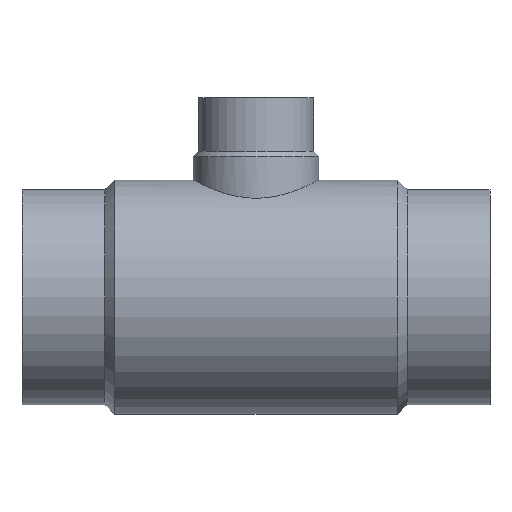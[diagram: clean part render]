
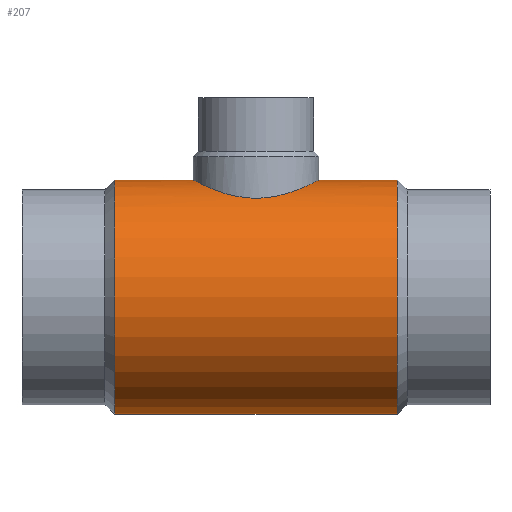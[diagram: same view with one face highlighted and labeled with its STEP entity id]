
A CAD part, top view. The second image highlights one B-rep face of the part: STEP entity #207.
In plain terms, the highlighted cylindrical face has radius 76.35 mm (diameter 152.7 mm), a partial arc.
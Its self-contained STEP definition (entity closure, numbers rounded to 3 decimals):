
#131 = VERTEX_POINT( '', #357 );
#141 = EDGE_CURVE( '', #311, #257, #369, .T. );
#151 = VERTEX_POINT( '', #380 );
#207 = ADVANCED_FACE( '', ( #444 ), #445, .T. );
#215 = EDGE_CURVE( '', #131, #303, #455, .T. );
#223 = EDGE_CURVE( '', #263, #151, #463, .T. );
#257 = VERTEX_POINT( '', #501 );
#263 = VERTEX_POINT( '', #507 );
#265 = EDGE_CURVE( '', #257, #303, #509, .T. );
#269 = EDGE_CURVE( '', #151, #311, #514, .T. );
#271 = EDGE_CURVE( '', #131, #263, #516, .T. );
#303 = VERTEX_POINT( '', #551 );
#311 = VERTEX_POINT( '', #560 );
#357 = CARTESIAN_POINT( '', ( -244.65, -76.35, 0. ) );
#369 = B_SPLINE_CURVE_WITH_KNOTS( '', 3, ( #653, #654, #655, #656, #657, #658, #659, #660, #661, #662, #663, #664, #665, #666, #667, #668, #669, #670, #671, #672, #673, #674, #675, #676, #677, #678, #679, #680, #681, #682, #683, #684, #685, #686, #687, #688, #689, #690, #691, #692, #693, #694, #695, #696, #697, #698, #699, #700, #701, #702, #703, #704, #705, #706, #707, #708, #709, #710, #711, #712, #713, #714, #715, #716, #717, #718 ), .UNSPECIFIED., .F., .F., ( 4, 2, 2, 2, 2, 2, 2, 2, 2, 2, 2, 2, 2, 2, 2, 2, 2, 2, 2, 2, 2, 2, 2, 2, 2, 2, 2, 2, 2, 2, 2, 2, 4 ), ( 63.107, 67.043, 70.98, 74.917, 78.854, 82.79, 86.727, 90.664, 94.601, 98.552, 102.504, 106.455, 110.407, 114.358, 118.31, 122.261, 126.213, 130.165, 134.116, 138.068, 142.019, 145.971, 149.922, 153.874, 157.826, 161.762, 165.699, 169.636, 173.573, 177.509, 181.446, 185.383, 189.32 ), .UNSPECIFIED. );
#380 = CARTESIAN_POINT( '', ( -60.35, 76.35, 0. ) );
#444 = FACE_OUTER_BOUND( '', #911, .T. );
#445 = CYLINDRICAL_SURFACE( '', #912, 76.35 );
#455 = CIRCLE( '', #926, 76.35 );
#463 = CIRCLE( '', #938, 76.35 );
#501 = CARTESIAN_POINT( '', ( -193.4, 76.35, 0. ) );
#507 = CARTESIAN_POINT( '', ( -60.35, -76.35, 0. ) );
#509 = LINE( '', #1028, #1029 );
#514 = LINE( '', #1035, #1036 );
#516 = LINE( '', #1039, #1040 );
#551 = CARTESIAN_POINT( '', ( -244.65, 76.35, 0. ) );
#560 = CARTESIAN_POINT( '', ( -111.6, 76.35, 0. ) );
#653 = CARTESIAN_POINT( '', ( -111.6, 76.35, 0. ) );
#654 = CARTESIAN_POINT( '', ( -111.6, 76.35, 1.312 ) );
#655 = CARTESIAN_POINT( '', ( -111.663, 76.316, 2.643 ) );
#656 = CARTESIAN_POINT( '', ( -111.925, 76.177, 5.314 ) );
#657 = CARTESIAN_POINT( '', ( -112.122, 76.071, 6.655 ) );
#658 = CARTESIAN_POINT( '', ( -112.653, 75.791, 9.321 ) );
#659 = CARTESIAN_POINT( '', ( -112.986, 75.616, 10.647 ) );
#660 = CARTESIAN_POINT( '', ( -113.785, 75.201, 13.259 ) );
#661 = CARTESIAN_POINT( '', ( -114.25, 74.963, 14.546 ) );
#662 = CARTESIAN_POINT( '', ( -115.302, 74.431, 17.058 ) );
#663 = CARTESIAN_POINT( '', ( -115.89, 74.138, 18.285 ) );
#664 = CARTESIAN_POINT( '', ( -117.177, 73.511, 20.662 ) );
#665 = CARTESIAN_POINT( '', ( -117.876, 73.177, 21.812 ) );
#666 = CARTESIAN_POINT( '', ( -119.368, 72.483, 24.018 ) );
#667 = CARTESIAN_POINT( '', ( -120.161, 72.123, 25.074 ) );
#668 = CARTESIAN_POINT( '', ( -121.821, 71.394, 27.08 ) );
#669 = CARTESIAN_POINT( '', ( -122.688, 71.025, 28.029 ) );
#670 = CARTESIAN_POINT( '', ( -124.474, 70.294, 29.815 ) );
#671 = CARTESIAN_POINT( '', ( -125.426, 69.919, 30.684 ) );
#672 = CARTESIAN_POINT( '', ( -127.435, 69.166, 32.346 ) );
#673 = CARTESIAN_POINT( '', ( -128.492, 68.788, 33.139 ) );
#674 = CARTESIAN_POINT( '', ( -130.697, 68.05, 34.63 ) );
#675 = CARTESIAN_POINT( '', ( -131.846, 67.689, 35.327 ) );
#676 = CARTESIAN_POINT( '', ( -134.219, 67.003, 36.612 ) );
#677 = CARTESIAN_POINT( '', ( -135.443, 66.678, 37.199 ) );
#678 = CARTESIAN_POINT( '', ( -137.951, 66.081, 38.249 ) );
#679 = CARTESIAN_POINT( '', ( -139.235, 65.809, 38.713 ) );
#680 = CARTESIAN_POINT( '', ( -141.843, 65.333, 39.511 ) );
#681 = CARTESIAN_POINT( '', ( -143.167, 65.13, 39.844 ) );
#682 = CARTESIAN_POINT( '', ( -145.833, 64.801, 40.376 ) );
#683 = CARTESIAN_POINT( '', ( -147.174, 64.677, 40.574 ) );
#684 = CARTESIAN_POINT( '', ( -149.849, 64.512, 40.836 ) );
#685 = CARTESIAN_POINT( '', ( -151.183, 64.471, 40.9 ) );
#686 = CARTESIAN_POINT( '', ( -153.817, 64.471, 40.9 ) );
#687 = CARTESIAN_POINT( '', ( -155.151, 64.512, 40.836 ) );
#688 = CARTESIAN_POINT( '', ( -157.826, 64.677, 40.574 ) );
#689 = CARTESIAN_POINT( '', ( -159.167, 64.801, 40.376 ) );
#690 = CARTESIAN_POINT( '', ( -161.833, 65.13, 39.844 ) );
#691 = CARTESIAN_POINT( '', ( -163.157, 65.333, 39.511 ) );
#692 = CARTESIAN_POINT( '', ( -165.765, 65.809, 38.713 ) );
#693 = CARTESIAN_POINT( '', ( -167.049, 66.081, 38.249 ) );
#694 = CARTESIAN_POINT( '', ( -169.557, 66.678, 37.199 ) );
#695 = CARTESIAN_POINT( '', ( -170.781, 67.003, 36.612 ) );
#696 = CARTESIAN_POINT( '', ( -173.154, 67.689, 35.327 ) );
#697 = CARTESIAN_POINT( '', ( -174.303, 68.05, 34.63 ) );
#698 = CARTESIAN_POINT( '', ( -176.508, 68.788, 33.139 ) );
#699 = CARTESIAN_POINT( '', ( -177.565, 69.166, 32.346 ) );
#700 = CARTESIAN_POINT( '', ( -179.574, 69.919, 30.684 ) );
#701 = CARTESIAN_POINT( '', ( -180.526, 70.294, 29.815 ) );
#702 = CARTESIAN_POINT( '', ( -182.312, 71.025, 28.029 ) );
#703 = CARTESIAN_POINT( '', ( -183.179, 71.394, 27.08 ) );
#704 = CARTESIAN_POINT( '', ( -184.839, 72.123, 25.074 ) );
#705 = CARTESIAN_POINT( '', ( -185.632, 72.483, 24.018 ) );
#706 = CARTESIAN_POINT( '', ( -187.124, 73.177, 21.812 ) );
#707 = CARTESIAN_POINT( '', ( -187.823, 73.511, 20.662 ) );
#708 = CARTESIAN_POINT( '', ( -189.11, 74.138, 18.285 ) );
#709 = CARTESIAN_POINT( '', ( -189.698, 74.431, 17.058 ) );
#710 = CARTESIAN_POINT( '', ( -190.75, 74.963, 14.546 ) );
#711 = CARTESIAN_POINT( '', ( -191.215, 75.201, 13.259 ) );
#712 = CARTESIAN_POINT( '', ( -192.014, 75.616, 10.647 ) );
#713 = CARTESIAN_POINT( '', ( -192.347, 75.791, 9.321 ) );
#714 = CARTESIAN_POINT( '', ( -192.878, 76.071, 6.655 ) );
#715 = CARTESIAN_POINT( '', ( -193.075, 76.177, 5.314 ) );
#716 = CARTESIAN_POINT( '', ( -193.337, 76.316, 2.643 ) );
#717 = CARTESIAN_POINT( '', ( -193.4, 76.35, 1.312 ) );
#718 = CARTESIAN_POINT( '', ( -193.4, 76.35, 0. ) );
#911 = EDGE_LOOP( '', ( #1268, #1269, #1270, #1271, #1272, #1273 ) );
#912 = AXIS2_PLACEMENT_3D( '', #1274, #1275, #1276 );
#926 = AXIS2_PLACEMENT_3D( '', #1289, #1290, #1291 );
#938 = AXIS2_PLACEMENT_3D( '', #1296, #1297, #1298 );
#1028 = CARTESIAN_POINT( '', ( -152.5, 76.35, 0. ) );
#1029 = VECTOR( '', #1344, 1. );
#1035 = CARTESIAN_POINT( '', ( -152.5, 76.35, 0. ) );
#1036 = VECTOR( '', #1353, 1. );
#1039 = CARTESIAN_POINT( '', ( -152.5, -76.35, 0. ) );
#1040 = VECTOR( '', #1354, 1. );
#1268 = ORIENTED_EDGE( '', *, *, #269, .T. );
#1269 = ORIENTED_EDGE( '', *, *, #141, .T. );
#1270 = ORIENTED_EDGE( '', *, *, #265, .T. );
#1271 = ORIENTED_EDGE( '', *, *, #215, .F. );
#1272 = ORIENTED_EDGE( '', *, *, #271, .T. );
#1273 = ORIENTED_EDGE( '', *, *, #223, .T. );
#1274 = CARTESIAN_POINT( '', ( -152.5, 0., 0. ) );
#1275 = DIRECTION( '', ( 1., 0., 0. ) );
#1276 = DIRECTION( '', ( 0., 1., 0. ) );
#1289 = CARTESIAN_POINT( '', ( -244.65, 0., 0. ) );
#1290 = DIRECTION( '', ( -1., 0., 0. ) );
#1291 = DIRECTION( '', ( 0., 1., 0. ) );
#1296 = CARTESIAN_POINT( '', ( -60.35, 0., 0. ) );
#1297 = DIRECTION( '', ( -1., 0., 0. ) );
#1298 = DIRECTION( '', ( 0., 1., 0. ) );
#1344 = DIRECTION( '', ( -1., 0., 0. ) );
#1353 = DIRECTION( '', ( -1., 0., 0. ) );
#1354 = DIRECTION( '', ( 1., 0., 0. ) );
